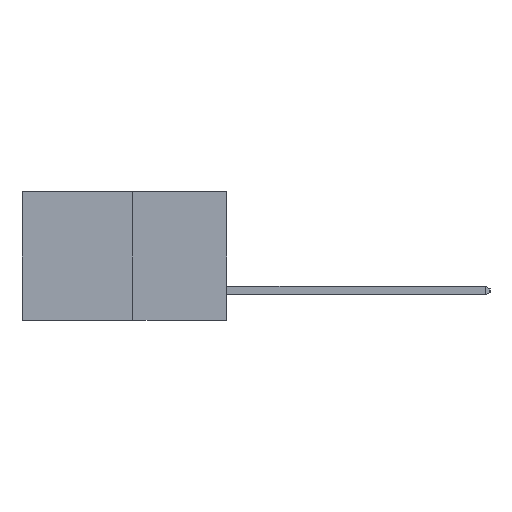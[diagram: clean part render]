
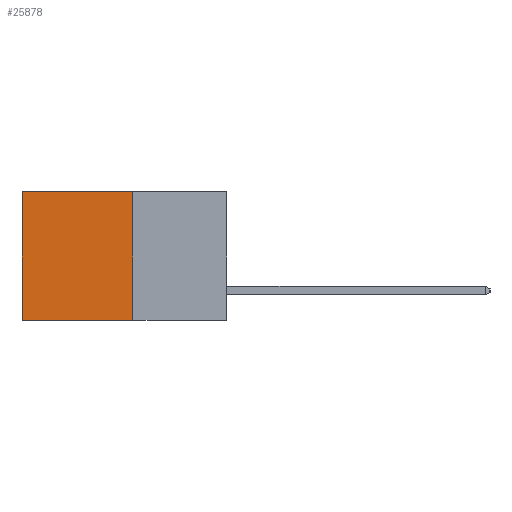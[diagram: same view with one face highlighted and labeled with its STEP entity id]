
A CAD part, left-side view. The second image highlights one B-rep face of the part: STEP entity #25878.
In plain terms, the highlighted planar face has unit normal (-1, 0, 0).
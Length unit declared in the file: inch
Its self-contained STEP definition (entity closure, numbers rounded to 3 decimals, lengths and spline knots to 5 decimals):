
#59 = CARTESIAN_POINT ( 'NONE',  ( 0.277, 0.27, -0.37 ) ) ;
#1056 = DIRECTION ( 'NONE',  ( 0., 1., 0. ) ) ;
#1208 = ORIENTED_EDGE ( 'NONE', *, *, #15261, .F. ) ;
#1599 = CARTESIAN_POINT ( 'NONE',  ( 0.277, 0.27, -0.37 ) ) ;
#2258 = LINE ( 'NONE', #11687, #2932 ) ;
#2932 = VECTOR ( 'NONE', #13565, 39.37008 ) ;
#3307 = AXIS2_PLACEMENT_3D ( 'NONE', #9828, #24222, #11936 ) ;
#3594 = VECTOR ( 'NONE', #1056, 39.37008 ) ;
#4886 = VERTEX_POINT ( 'NONE', #12895 ) ;
#5625 = PLANE ( 'NONE',  #3307 ) ;
#6325 = EDGE_CURVE ( 'NONE', #15780, #4886, #2258, .T. ) ;
#6350 = CARTESIAN_POINT ( 'NONE',  ( 0.277, 0.59, 0. ) ) ;
#6446 = ORIENTED_EDGE ( 'NONE', *, *, #21987, .F. ) ;
#7342 = EDGE_CURVE ( 'NONE', #15048, #15780, #14727, .T. ) ;
#9054 = CARTESIAN_POINT ( 'NONE',  ( 0.277, 0.27, 0. ) ) ;
#9828 = CARTESIAN_POINT ( 'NONE',  ( 0.277, 0.27, -0.37 ) ) ;
#10222 = VECTOR ( 'NONE', #18942, 39.37008 ) ;
#10955 = ORIENTED_EDGE ( 'NONE', *, *, #7342, .T. ) ;
#11687 = CARTESIAN_POINT ( 'NONE',  ( 0.277, 0.59, -0.37 ) ) ;
#11936 = DIRECTION ( 'NONE',  ( 0., 0., -1. ) ) ;
#12169 = DIRECTION ( 'NONE',  ( 0., 1., 0. ) ) ;
#12895 = CARTESIAN_POINT ( 'NONE',  ( 0.277, 0.59, -0.37 ) ) ;
#13565 = DIRECTION ( 'NONE',  ( 0., 0., -1. ) ) ;
#14727 = LINE ( 'NONE', #24717, #3594 ) ;
#15048 = VERTEX_POINT ( 'NONE', #9054 ) ;
#15261 = EDGE_CURVE ( 'NONE', #15048, #20748, #21896, .T. ) ;
#15780 = VERTEX_POINT ( 'NONE', #6350 ) ;
#18942 = DIRECTION ( 'NONE',  ( 0., 0., -1. ) ) ;
#19979 = VECTOR ( 'NONE', #12169, 39.37008 ) ;
#20593 = LINE ( 'NONE', #1599, #19979 ) ;
#20748 = VERTEX_POINT ( 'NONE', #21475 ) ;
#21475 = CARTESIAN_POINT ( 'NONE',  ( 0.277, 0.27, -0.37 ) ) ;
#21896 = LINE ( 'NONE', #59, #10222 ) ;
#21987 = EDGE_CURVE ( 'NONE', #20748, #4886, #20593, .T. ) ;
#22548 = EDGE_LOOP ( 'NONE', ( #23300, #6446, #1208, #10955 ) ) ;
#23300 = ORIENTED_EDGE ( 'NONE', *, *, #6325, .T. ) ;
#24157 = FACE_OUTER_BOUND ( 'NONE', #22548, .T. ) ;
#24222 = DIRECTION ( 'NONE',  ( 1., 0., 0. ) ) ;
#24717 = CARTESIAN_POINT ( 'NONE',  ( 0.277, 0.27, 0. ) ) ;
#25878 = ADVANCED_FACE ( 'NONE', ( #24157 ), #5625, .F. ) ;
